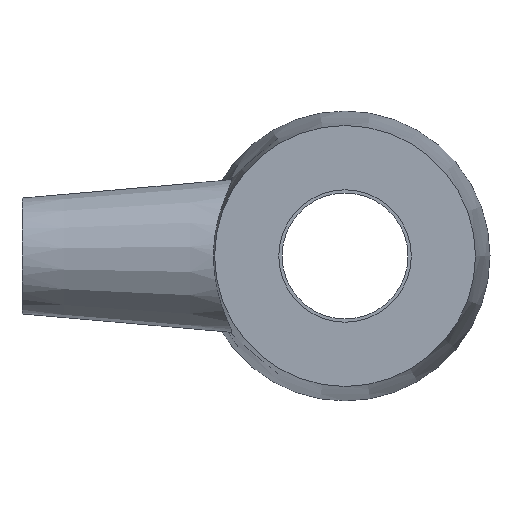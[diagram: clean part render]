
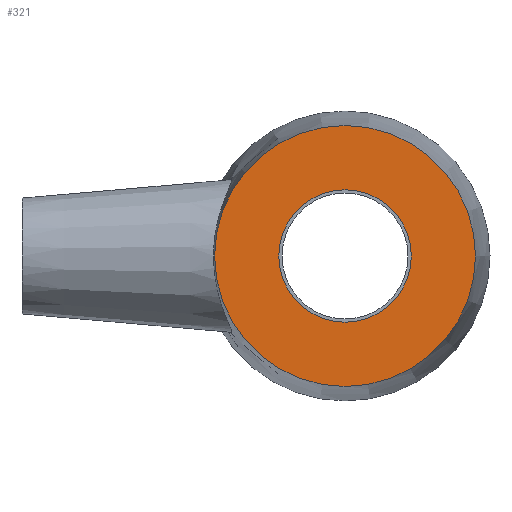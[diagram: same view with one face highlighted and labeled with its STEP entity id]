
A CAD part, left-side view. The second image highlights one B-rep face of the part: STEP entity #321.
In plain terms, the highlighted planar face has unit normal (-1, 0, 0).
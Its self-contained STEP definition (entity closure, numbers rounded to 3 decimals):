
#48=FACE_BOUND('',#141,.T.);
#87=FACE_OUTER_BOUND('',#140,.T.);
#140=EDGE_LOOP('',(#278));
#141=EDGE_LOOP('',(#279));
#169=CIRCLE('',#375,8.);
#170=CIRCLE('',#377,15.75);
#197=VERTEX_POINT('',#634);
#198=VERTEX_POINT('',#637);
#225=EDGE_CURVE('',#197,#197,#169,.T.);
#226=EDGE_CURVE('',#198,#198,#170,.T.);
#278=ORIENTED_EDGE('',*,*,#226,.F.);
#279=ORIENTED_EDGE('',*,*,#225,.T.);
#294=PLANE('',#376);
#321=ADVANCED_FACE('',(#87,#48),#294,.T.);
#375=AXIS2_PLACEMENT_3D('',#635,#481,#482);
#376=AXIS2_PLACEMENT_3D('',#636,#483,#484);
#377=AXIS2_PLACEMENT_3D('',#638,#485,#486);
#481=DIRECTION('center_axis',(1.,0.,0.));
#482=DIRECTION('ref_axis',(0.,0.,-1.));
#483=DIRECTION('center_axis',(-1.,0.,0.));
#484=DIRECTION('ref_axis',(0.,0.,1.));
#485=DIRECTION('center_axis',(1.,0.,0.));
#486=DIRECTION('ref_axis',(0.,0.,-1.));
#634=CARTESIAN_POINT('',(-35.5,8.,0.));
#635=CARTESIAN_POINT('Origin',(-35.5,0.,0.));
#636=CARTESIAN_POINT('Origin',(-35.5,15.75,0.));
#637=CARTESIAN_POINT('',(-35.5,15.75,0.));
#638=CARTESIAN_POINT('Origin',(-35.5,0.,0.));
